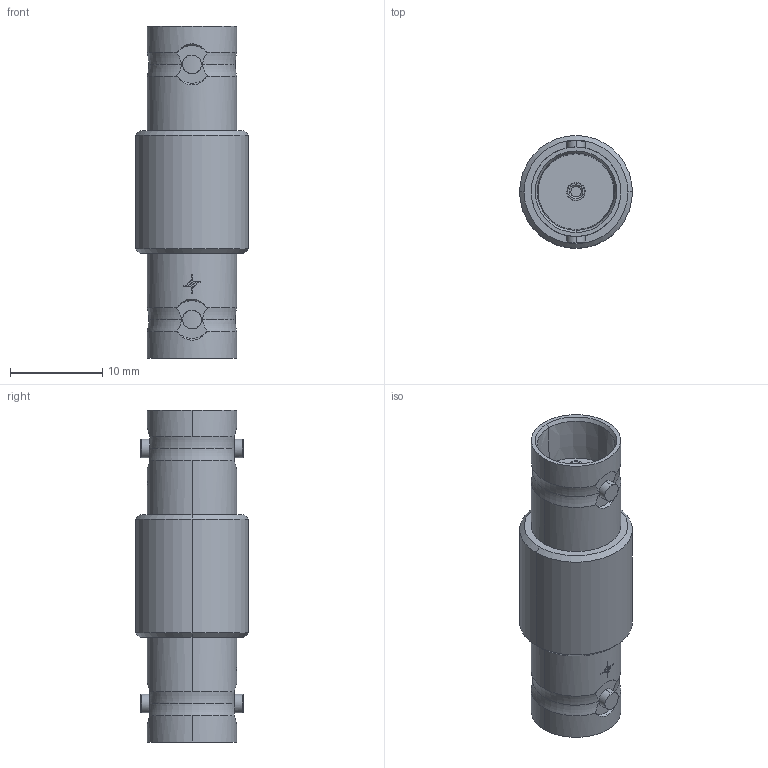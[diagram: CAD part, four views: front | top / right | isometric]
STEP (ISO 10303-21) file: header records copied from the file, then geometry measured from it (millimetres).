
FILE_DESCRIPTION (( 'STEP AP214' ), '1' );
FILE_NAME ('J01005A0006.STEP', '2018-11-12T14:37:43', ( '' ), ( '' ), 'SwSTEP 2.0', 'SolidWorks 2017', '' );
FILE_SCHEMA (( 'AUTOMOTIVE_DESIGN' ));
Length unit declared in the file: millimetre
Products named in the file (1): J01005A0006
Bounding box: 12.2 x 12.2 x 35.9 mm (x, y, z)
Volume: 2639 mm3; surface area: 1733.8 mm2
Topology: 1 solids, 1 shells, 184 faces, 456 edges, 298 vertices
Faces by surface type: plane 82, cylinder 54, cone 36, torus 12
Entity records: 7822 total; most frequent: CARTESIAN_POINT 1627, ORIENTED_EDGE 912, DIRECTION 820, EDGE_CURVE 456, AXIS2_PLACEMENT_3D 319, VERTEX_POINT 298, EDGE_LOOP 208, UNCERTAINTY_MEASURE_WITH_UNIT 185
